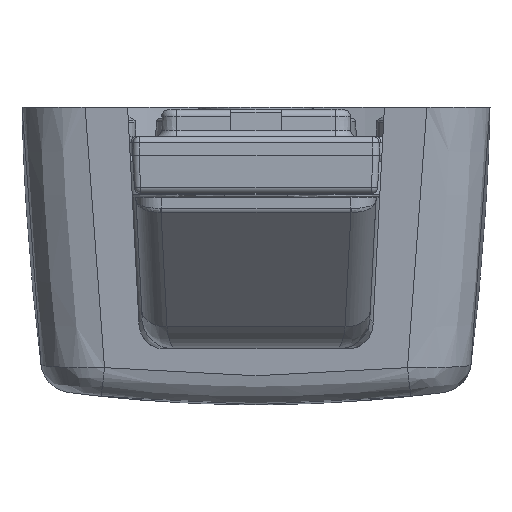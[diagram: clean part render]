
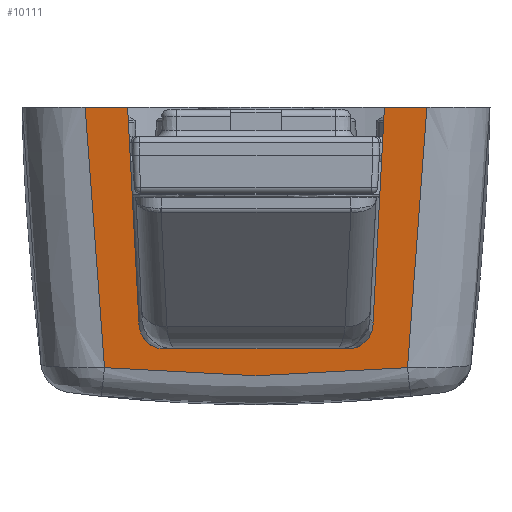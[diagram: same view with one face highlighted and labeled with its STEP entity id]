
A CAD part, front view. The second image highlights one B-rep face of the part: STEP entity #10111.
In plain terms, the highlighted planar face has unit normal (0, -0.996, -0.087).
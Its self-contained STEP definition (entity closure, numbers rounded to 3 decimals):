
#272 = DIRECTION ( 'NONE',  ( 1., 0., 0. ) ) ;
#1175 = CARTESIAN_POINT ( 'NONE',  ( -11.979, -18.7, 1.424 ) ) ;
#2413 = CARTESIAN_POINT ( 'NONE',  ( -8.375, -18.829, 2.9 ) ) ;
#3267 = DIRECTION ( 'NONE',  ( 0.052, -0.087, 0.995 ) ) ;
#6111 = EDGE_CURVE ( 'NONE', #40173, #30749, #60060, .T. ) ;
#6651 = CARTESIAN_POINT ( 'NONE',  ( 8.5, -20.5, 22. ) ) ;
#6999 = CARTESIAN_POINT ( 'NONE',  ( 8.5, -20.5, 22. ) ) ;
#8068 = DIRECTION ( 'NONE',  ( 1., 0., 0. ) ) ;
#8835 = CARTESIAN_POINT ( 'NONE',  ( -13.508, -20.5, 22. ) ) ;
#10008 = CARTESIAN_POINT ( 'NONE',  ( 9.248, -18.995, 4.795 ) ) ;
#10111 = ADVANCED_FACE ( 'NONE', ( #84461 ), #49486, .F. ) ;
#11664 = CARTESIAN_POINT ( 'NONE',  ( 13.508, -20.5, 22. ) ) ;
#14166 = ORIENTED_EDGE ( 'NONE', *, *, #88639, .F. ) ;
#14630 = CARTESIAN_POINT ( 'NONE',  ( 13.508, -20.5, 22. ) ) ;
#15132 = EDGE_CURVE ( 'NONE', #16618, #54570, #59492, .T. ) ;
#16144 = LINE ( 'NONE', #38186, #74188 ) ;
#16618 = VERTEX_POINT ( 'NONE', #45388 ) ;
#17111 = AXIS2_PLACEMENT_3D ( 'NONE', #20724, #87774, #80623 ) ;
#18193 = CARTESIAN_POINT ( 'NONE',  ( 7.251, -18.829, 2.9 ) ) ;
#20724 = CARTESIAN_POINT ( 'NONE',  ( -18.552, -20.5, 22. ) ) ;
#22537 = VECTOR ( 'NONE', #8068, 1000. ) ;
#22659 = CARTESIAN_POINT ( 'NONE',  ( -11.979, -18.7, 1.424 ) ) ;
#22791 = ORIENTED_EDGE ( 'NONE', *, *, #6111, .F. ) ;
#23257 = CARTESIAN_POINT ( 'NONE',  ( -7.251, -18.829, 2.9 ) ) ;
#25531 = CARTESIAN_POINT ( 'NONE',  ( 11.979, -18.7, 1.424 ) ) ;
#27474 = CARTESIAN_POINT ( 'NONE',  ( 11.979, -18.7, 1.424 ) ) ;
#27888 = EDGE_CURVE ( 'NONE', #54631, #29023, #65107, .T. ) ;
#29023 = VERTEX_POINT ( 'NONE', #46124 ) ;
#29842 = CARTESIAN_POINT ( 'NONE',  ( 11.979, -18.7, 1.424 ) ) ;
#29913 = EDGE_CURVE ( 'NONE', #52536, #40173, #43665, .T. ) ;
#30022 = EDGE_CURVE ( 'NONE', #84962, #16618, #52705, .T. ) ;
#30749 = VERTEX_POINT ( 'NONE', #25531 ) ;
#31419 = CARTESIAN_POINT ( 'NONE',  ( -13.362, -19.898, 15.121 ) ) ;
#31897 = VECTOR ( 'NONE', #272, 1000. ) ;
#33525 = LINE ( 'NONE', #10008, #74519 ) ;
#38186 = CARTESIAN_POINT ( 'NONE',  ( -18.552, -18.829, 2.9 ) ) ;
#38193 = EDGE_CURVE ( 'NONE', #83259, #84962, #72722, .T. ) ;
#39791 =( BOUNDED_CURVE ( )  B_SPLINE_CURVE ( 3, ( #1175, #58796, #31419, #8835 ),
 .UNSPECIFIED., .F., .F. ) 
 B_SPLINE_CURVE_WITH_KNOTS ( ( 4, 4 ),
 ( 0., 1. ),
 .UNSPECIFIED. ) 
 CURVE ( )  GEOMETRIC_REPRESENTATION_ITEM ( )  RATIONAL_B_SPLINE_CURVE ( ( 1., 1., 1., 1. ) ) 
 REPRESENTATION_ITEM ( '' )  );
#40173 = VERTEX_POINT ( 'NONE', #14630 ) ;
#40295 = CARTESIAN_POINT ( 'NONE',  ( 9.248, -18.995, 4.795 ) ) ;
#43665 = LINE ( 'NONE', #6651, #22537 ) ;
#44055 = EDGE_LOOP ( 'NONE', ( #14166, #64406, #85477, #71446, #64634, #60646, #22791, #85483, #79641, #47869 ) ) ;
#45388 = CARTESIAN_POINT ( 'NONE',  ( -9.248, -18.995, 4.795 ) ) ;
#46124 = CARTESIAN_POINT ( 'NONE',  ( 9.248, -18.995, 4.795 ) ) ;
#46539 = VERTEX_POINT ( 'NONE', #72758 ) ;
#47466 = CARTESIAN_POINT ( 'NONE',  ( 9.19, -18.897, 3.673 ) ) ;
#47869 = ORIENTED_EDGE ( 'NONE', *, *, #27888, .F. ) ;
#49486 = PLANE ( 'NONE',  #17111 ) ;
#52536 = VERTEX_POINT ( 'NONE', #52799 ) ;
#52705 = LINE ( 'NONE', #61776, #59282 ) ;
#52799 = CARTESIAN_POINT ( 'NONE',  ( 10.15, -20.5, 22. ) ) ;
#53930 = EDGE_CURVE ( 'NONE', #30749, #46539, #57888, .T. ) ;
#54570 = VERTEX_POINT ( 'NONE', #23257 ) ;
#54631 = VERTEX_POINT ( 'NONE', #82198 ) ;
#57888 = B_SPLINE_CURVE_WITH_KNOTS ( 'NONE', 3,
 ( #29842, #59114, #88307, #22659 ),
 .UNSPECIFIED., .F., .F.,
 ( 4, 4 ),
 ( 0., 1. ),
 .UNSPECIFIED. ) ;
#58453 = CARTESIAN_POINT ( 'NONE',  ( -13.508, -20.5, 22. ) ) ;
#58796 = CARTESIAN_POINT ( 'NONE',  ( -12.852, -19.297, 8.249 ) ) ;
#59114 = CARTESIAN_POINT ( 'NONE',  ( 4.023, -18.625, 0.572 ) ) ;
#59282 = VECTOR ( 'NONE', #74272, 1000. ) ;
#59492 =( BOUNDED_CURVE ( )  B_SPLINE_CURVE ( 3, ( #89708, #75760, #2413, #67184 ),
 .UNSPECIFIED., .F., .F. ) 
 B_SPLINE_CURVE_WITH_KNOTS ( ( 4, 4 ),
 ( 1.623, 3.142 ),
 .UNSPECIFIED. ) 
 CURVE ( )  GEOMETRIC_REPRESENTATION_ITEM ( )  RATIONAL_B_SPLINE_CURVE ( ( 1., 0.817, 0.817, 1. ) ) 
 REPRESENTATION_ITEM ( '' )  );
#60060 =( BOUNDED_CURVE ( )  B_SPLINE_CURVE ( 3, ( #11664, #93130, #91726, #27474 ),
 .UNSPECIFIED., .F., .F. ) 
 B_SPLINE_CURVE_WITH_KNOTS ( ( 4, 4 ),
 ( 0., 1. ),
 .UNSPECIFIED. ) 
 CURVE ( )  GEOMETRIC_REPRESENTATION_ITEM ( )  RATIONAL_B_SPLINE_CURVE ( ( 1., 1., 1., 1. ) ) 
 REPRESENTATION_ITEM ( '' )  );
#60646 = ORIENTED_EDGE ( 'NONE', *, *, #53930, .F. ) ;
#61776 = CARTESIAN_POINT ( 'NONE',  ( -10.15, -20.5, 22. ) ) ;
#63010 = EDGE_CURVE ( 'NONE', #29023, #52536, #33525, .T. ) ;
#63239 = CARTESIAN_POINT ( 'NONE',  ( 8.375, -18.829, 2.9 ) ) ;
#64406 = ORIENTED_EDGE ( 'NONE', *, *, #15132, .F. ) ;
#64634 = ORIENTED_EDGE ( 'NONE', *, *, #66260, .F. ) ;
#65107 =( BOUNDED_CURVE ( )  B_SPLINE_CURVE ( 3, ( #18193, #63239, #47466, #40295 ),
 .UNSPECIFIED., .F., .F. ) 
 B_SPLINE_CURVE_WITH_KNOTS ( ( 4, 4 ),
 ( 3.142, 4.66 ),
 .UNSPECIFIED. ) 
 CURVE ( )  GEOMETRIC_REPRESENTATION_ITEM ( )  RATIONAL_B_SPLINE_CURVE ( ( 1., 0.817, 0.817, 1. ) ) 
 REPRESENTATION_ITEM ( '' )  );
#66260 = EDGE_CURVE ( 'NONE', #46539, #83259, #39791, .T. ) ;
#67184 = CARTESIAN_POINT ( 'NONE',  ( -7.251, -18.829, 2.9 ) ) ;
#71446 = ORIENTED_EDGE ( 'NONE', *, *, #38193, .F. ) ;
#72722 = LINE ( 'NONE', #6999, #31897 ) ;
#72758 = CARTESIAN_POINT ( 'NONE',  ( -11.979, -18.7, 1.424 ) ) ;
#74188 = VECTOR ( 'NONE', #89942, 1000. ) ;
#74272 = DIRECTION ( 'NONE',  ( 0.052, 0.087, -0.995 ) ) ;
#74519 = VECTOR ( 'NONE', #3267, 1000. ) ;
#75760 = CARTESIAN_POINT ( 'NONE',  ( -9.19, -18.897, 3.673 ) ) ;
#79641 = ORIENTED_EDGE ( 'NONE', *, *, #63010, .F. ) ;
#80623 = DIRECTION ( 'NONE',  ( 0., -0.087, 0.996 ) ) ;
#82198 = CARTESIAN_POINT ( 'NONE',  ( 7.251, -18.829, 2.9 ) ) ;
#83259 = VERTEX_POINT ( 'NONE', #58453 ) ;
#84461 = FACE_OUTER_BOUND ( 'NONE', #44055, .T. ) ;
#84962 = VERTEX_POINT ( 'NONE', #92922 ) ;
#85477 = ORIENTED_EDGE ( 'NONE', *, *, #30022, .F. ) ;
#85483 = ORIENTED_EDGE ( 'NONE', *, *, #29913, .F. ) ;
#87774 = DIRECTION ( 'NONE',  ( 0., 0.996, 0.087 ) ) ;
#88307 = CARTESIAN_POINT ( 'NONE',  ( -4.023, -18.625, 0.572 ) ) ;
#88639 = EDGE_CURVE ( 'NONE', #54570, #54631, #16144, .T. ) ;
#89708 = CARTESIAN_POINT ( 'NONE',  ( -9.248, -18.995, 4.795 ) ) ;
#89942 = DIRECTION ( 'NONE',  ( 1., 0., 0. ) ) ;
#91726 = CARTESIAN_POINT ( 'NONE',  ( 12.852, -19.297, 8.249 ) ) ;
#92922 = CARTESIAN_POINT ( 'NONE',  ( -10.15, -20.5, 22. ) ) ;
#93130 = CARTESIAN_POINT ( 'NONE',  ( 13.362, -19.898, 15.121 ) ) ;
